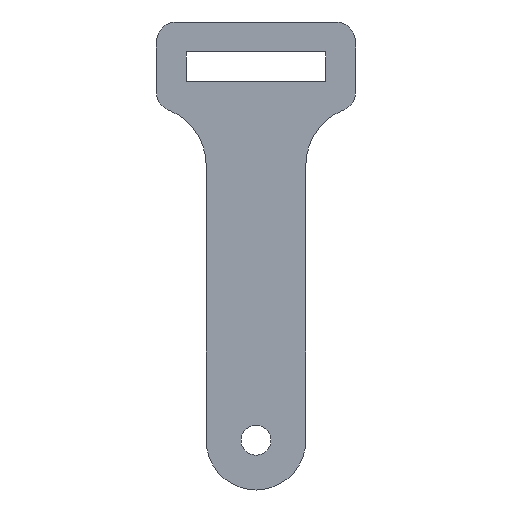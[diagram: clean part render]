
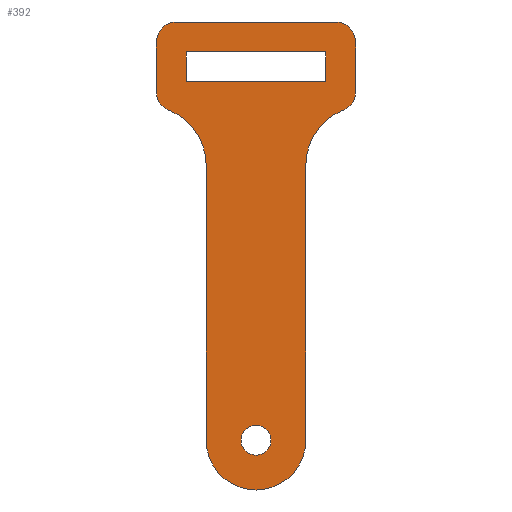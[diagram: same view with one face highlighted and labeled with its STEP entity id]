
A CAD part, left-side view. The second image highlights one B-rep face of the part: STEP entity #392.
In plain terms, the highlighted planar face has unit normal (-1, 0, 0).
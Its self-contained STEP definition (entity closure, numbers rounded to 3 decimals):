
#15=FACE_BOUND('',#57,.T.);
#16=FACE_BOUND('',#58,.T.);
#21=PLANE('',#417);
#35=FACE_OUTER_BOUND('',#56,.T.);
#56=EDGE_LOOP('',(#278,#279,#280,#281,#282,#283,#284,#285,#286,#287,#288,
#289,#290,#291));
#57=EDGE_LOOP('',(#292,#293,#294,#295));
#58=EDGE_LOOP('',(#296));
#82=LINE('',#578,#122);
#85=LINE('',#584,#125);
#86=LINE('',#588,#126);
#87=LINE('',#592,#127);
#88=LINE('',#596,#128);
#89=LINE('',#600,#129);
#90=LINE('',#604,#130);
#91=LINE('',#608,#131);
#92=LINE('',#610,#132);
#93=LINE('',#612,#133);
#94=LINE('',#613,#134);
#122=VECTOR('',#462,16.);
#125=VECTOR('',#467,5.);
#126=VECTOR('',#470,0.067);
#127=VECTOR('',#473,27.584);
#128=VECTOR('',#476,27.584);
#129=VECTOR('',#479,0.067);
#130=VECTOR('',#482,5.);
#131=VECTOR('',#485,3.);
#132=VECTOR('',#486,14.);
#133=VECTOR('',#487,3.);
#134=VECTOR('',#488,14.);
#161=CIRCLE('',#415,2.);
#162=CIRCLE('',#418,2.);
#163=CIRCLE('',#419,6.);
#164=CIRCLE('',#420,5.);
#165=CIRCLE('',#421,6.);
#166=CIRCLE('',#422,2.);
#167=CIRCLE('',#423,2.);
#168=CIRCLE('',#424,1.5);
#178=VERTEX_POINT('',#571);
#179=VERTEX_POINT('',#573);
#180=VERTEX_POINT('',#577);
#182=VERTEX_POINT('',#583);
#183=VERTEX_POINT('',#585);
#184=VERTEX_POINT('',#587);
#185=VERTEX_POINT('',#589);
#186=VERTEX_POINT('',#591);
#187=VERTEX_POINT('',#593);
#188=VERTEX_POINT('',#595);
#189=VERTEX_POINT('',#597);
#190=VERTEX_POINT('',#599);
#191=VERTEX_POINT('',#601);
#192=VERTEX_POINT('',#603);
#193=VERTEX_POINT('',#606);
#194=VERTEX_POINT('',#607);
#195=VERTEX_POINT('',#609);
#196=VERTEX_POINT('',#611);
#197=VERTEX_POINT('',#614);
#216=EDGE_CURVE('',#178,#179,#161,.T.);
#218=EDGE_CURVE('',#179,#180,#82,.T.);
#221=EDGE_CURVE('',#182,#178,#85,.T.);
#222=EDGE_CURVE('',#183,#182,#162,.T.);
#223=EDGE_CURVE('',#184,#183,#86,.T.);
#224=EDGE_CURVE('',#185,#184,#163,.T.);
#225=EDGE_CURVE('',#186,#185,#87,.T.);
#226=EDGE_CURVE('',#187,#186,#164,.T.);
#227=EDGE_CURVE('',#188,#187,#88,.T.);
#228=EDGE_CURVE('',#189,#188,#165,.T.);
#229=EDGE_CURVE('',#190,#189,#89,.T.);
#230=EDGE_CURVE('',#191,#190,#166,.T.);
#231=EDGE_CURVE('',#192,#191,#90,.T.);
#232=EDGE_CURVE('',#180,#192,#167,.T.);
#233=EDGE_CURVE('',#193,#194,#91,.T.);
#234=EDGE_CURVE('',#194,#195,#92,.T.);
#235=EDGE_CURVE('',#195,#196,#93,.T.);
#236=EDGE_CURVE('',#196,#193,#94,.T.);
#237=EDGE_CURVE('',#197,#197,#168,.T.);
#278=ORIENTED_EDGE('',*,*,#216,.F.);
#279=ORIENTED_EDGE('',*,*,#221,.F.);
#280=ORIENTED_EDGE('',*,*,#222,.F.);
#281=ORIENTED_EDGE('',*,*,#223,.F.);
#282=ORIENTED_EDGE('',*,*,#224,.F.);
#283=ORIENTED_EDGE('',*,*,#225,.F.);
#284=ORIENTED_EDGE('',*,*,#226,.F.);
#285=ORIENTED_EDGE('',*,*,#227,.F.);
#286=ORIENTED_EDGE('',*,*,#228,.F.);
#287=ORIENTED_EDGE('',*,*,#229,.F.);
#288=ORIENTED_EDGE('',*,*,#230,.F.);
#289=ORIENTED_EDGE('',*,*,#231,.F.);
#290=ORIENTED_EDGE('',*,*,#232,.F.);
#291=ORIENTED_EDGE('',*,*,#218,.F.);
#292=ORIENTED_EDGE('',*,*,#233,.T.);
#293=ORIENTED_EDGE('',*,*,#234,.T.);
#294=ORIENTED_EDGE('',*,*,#235,.T.);
#295=ORIENTED_EDGE('',*,*,#236,.T.);
#296=ORIENTED_EDGE('',*,*,#237,.T.);
#392=ADVANCED_FACE('',(#35,#15,#16),#21,.F.);
#415=AXIS2_PLACEMENT_3D('',#574,#457,#458);
#417=AXIS2_PLACEMENT_3D('',#582,#465,#466);
#418=AXIS2_PLACEMENT_3D('',#586,#468,#469);
#419=AXIS2_PLACEMENT_3D('',#590,#471,#472);
#420=AXIS2_PLACEMENT_3D('',#594,#474,#475);
#421=AXIS2_PLACEMENT_3D('',#598,#477,#478);
#422=AXIS2_PLACEMENT_3D('',#602,#480,#481);
#423=AXIS2_PLACEMENT_3D('',#605,#483,#484);
#424=AXIS2_PLACEMENT_3D('',#615,#489,#490);
#457=DIRECTION('center_axis',(1.,0.,0.));
#458=DIRECTION('ref_axis',(0.,0.707,0.707));
#462=DIRECTION('',(0.,-1.,0.));
#465=DIRECTION('center_axis',(1.,0.,0.));
#466=DIRECTION('ref_axis',(0.,0.,-1.));
#467=DIRECTION('',(0.,0.,1.));
#468=DIRECTION('center_axis',(1.,0.,0.));
#469=DIRECTION('ref_axis',(0.,0.383,-0.924));
#470=DIRECTION('',(0.,0.924,0.383));
#471=DIRECTION('center_axis',(-1.,0.,0.));
#472=DIRECTION('ref_axis',(0.,0.383,-0.924));
#473=DIRECTION('',(0.,0.,1.));
#474=DIRECTION('center_axis',(1.,0.,0.));
#475=DIRECTION('ref_axis',(0.,-1.,0.));
#476=DIRECTION('',(0.,0.,-1.));
#477=DIRECTION('center_axis',(-1.,0.,0.));
#478=DIRECTION('ref_axis',(0.,-1.,0.));
#479=DIRECTION('',(0.,0.924,-0.383));
#480=DIRECTION('center_axis',(1.,0.,0.));
#481=DIRECTION('ref_axis',(0.,-1.,0.));
#482=DIRECTION('',(0.,0.,-1.));
#483=DIRECTION('center_axis',(1.,0.,0.));
#484=DIRECTION('ref_axis',(0.,-0.707,0.707));
#485=DIRECTION('',(0.,0.,-1.));
#486=DIRECTION('',(0.,1.,0.));
#487=DIRECTION('',(0.,0.,1.));
#488=DIRECTION('',(0.,-1.,0.));
#489=DIRECTION('center_axis',(1.,0.,0.));
#490=DIRECTION('ref_axis',(0.,-1.,0.));
#571=CARTESIAN_POINT('',(0.,10.,40.));
#573=CARTESIAN_POINT('',(0.,8.,42.));
#574=CARTESIAN_POINT('Origin',(0.,8.,40.));
#577=CARTESIAN_POINT('',(0.,-8.,42.));
#578=CARTESIAN_POINT('',(0.,10.,42.));
#582=CARTESIAN_POINT('Origin',(0.,0.,22.154));
#583=CARTESIAN_POINT('',(0.,10.,35.));
#584=CARTESIAN_POINT('',(0.,10.,35.));
#585=CARTESIAN_POINT('',(0.,8.765,33.152));
#586=CARTESIAN_POINT('Origin',(0.,8.,35.));
#587=CARTESIAN_POINT('',(0.,8.704,33.127));
#588=CARTESIAN_POINT('',(0.,8.704,33.127));
#589=CARTESIAN_POINT('',(0.,5.,27.584));
#590=CARTESIAN_POINT('Origin',(0.,11.,27.584));
#591=CARTESIAN_POINT('',(0.,5.,0.));
#592=CARTESIAN_POINT('',(0.,5.,0.));
#593=CARTESIAN_POINT('',(0.,-5.,0.));
#594=CARTESIAN_POINT('Origin',(0.,0.,0.));
#595=CARTESIAN_POINT('',(0.,-5.,27.584));
#596=CARTESIAN_POINT('',(0.,-5.,27.584));
#597=CARTESIAN_POINT('',(0.,-8.704,33.127));
#598=CARTESIAN_POINT('Origin',(0.,-11.,27.584));
#599=CARTESIAN_POINT('',(0.,-8.765,33.152));
#600=CARTESIAN_POINT('',(0.,-8.765,33.152));
#601=CARTESIAN_POINT('',(0.,-10.,35.));
#602=CARTESIAN_POINT('Origin',(0.,-8.,35.));
#603=CARTESIAN_POINT('',(0.,-10.,40.));
#604=CARTESIAN_POINT('',(0.,-10.,42.));
#605=CARTESIAN_POINT('Origin',(0.,-8.,40.));
#606=CARTESIAN_POINT('',(0.,-7.,39.));
#607=CARTESIAN_POINT('',(0.,-7.,36.));
#608=CARTESIAN_POINT('',(0.,-7.,30.577));
#609=CARTESIAN_POINT('',(0.,7.,36.));
#610=CARTESIAN_POINT('',(0.,-3.5,36.));
#611=CARTESIAN_POINT('',(0.,7.,39.));
#612=CARTESIAN_POINT('',(0.,7.,29.077));
#613=CARTESIAN_POINT('',(0.,3.5,39.));
#614=CARTESIAN_POINT('',(0.,1.5,0.));
#615=CARTESIAN_POINT('Origin',(0.,0.,0.));
